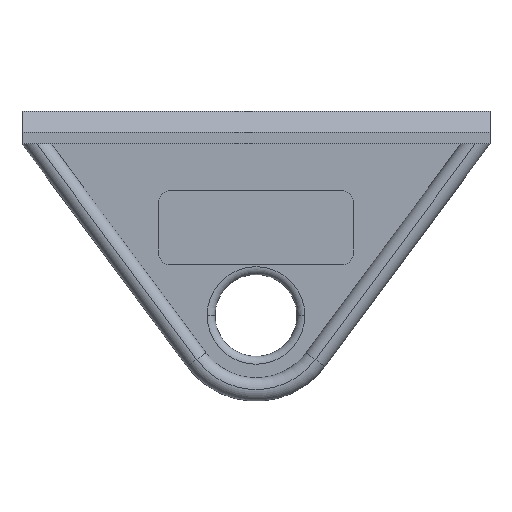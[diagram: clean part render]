
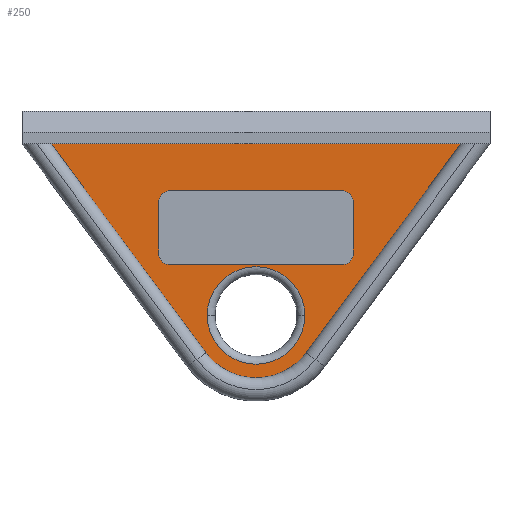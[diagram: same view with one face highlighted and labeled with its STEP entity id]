
A CAD part, top view. The second image highlights one B-rep face of the part: STEP entity #250.
In plain terms, the highlighted planar face has unit normal (0, 0, 1).
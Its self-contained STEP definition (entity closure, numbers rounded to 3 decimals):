
#19 = CARTESIAN_POINT ( 'NONE',  ( -11., 16., 1.5 ) ) ;
#47 = CARTESIAN_POINT ( 'NONE',  ( 0., 0., 1.5 ) ) ;
#52 = VERTEX_POINT ( 'NONE', #969 ) ;
#65 = ORIENTED_EDGE ( 'NONE', *, *, #787, .F. ) ;
#69 = ORIENTED_EDGE ( 'NONE', *, *, #881, .T. ) ;
#89 = AXIS2_PLACEMENT_3D ( 'NONE', #47, #202, #214 ) ;
#94 = VERTEX_POINT ( 'NONE', #503 ) ;
#96 = VECTOR ( 'NONE', #710, 1000. ) ;
#140 = VECTOR ( 'NONE', #1457, 1000. ) ;
#164 = ORIENTED_EDGE ( 'NONE', *, *, #748, .F. ) ;
#192 = CIRCLE ( 'NONE', #567, 1.5 ) ;
#202 = DIRECTION ( 'NONE',  ( 0., 0., 1. ) ) ;
#211 = EDGE_LOOP ( 'NONE', ( #783, #69, #380, #744 ) ) ;
#214 = DIRECTION ( 'NONE',  ( 1., 0., 0. ) ) ;
#250 = ADVANCED_FACE ( 'NONE', ( #1114, #1445, #489 ), #586, .T. ) ;
#285 = VERTEX_POINT ( 'NONE', #1641 ) ;
#298 = EDGE_LOOP ( 'NONE', ( #865, #164, #891, #371, #65, #1516, #1543, #600 ) ) ;
#302 = CARTESIAN_POINT ( 'NONE',  ( 11., 6.5, 1.5 ) ) ;
#310 = CARTESIAN_POINT ( 'NONE',  ( -12.5, 14.5, 1.5 ) ) ;
#318 = CARTESIAN_POINT ( 'NONE',  ( -11., 14.5, 1.5 ) ) ;
#324 = CARTESIAN_POINT ( 'NONE',  ( 12.5, 14.5, 1.5 ) ) ;
#331 = DIRECTION ( 'NONE',  ( 0., 0., 1. ) ) ;
#371 = ORIENTED_EDGE ( 'NONE', *, *, #764, .F. ) ;
#380 = ORIENTED_EDGE ( 'NONE', *, *, #897, .T. ) ;
#383 = LINE ( 'NONE', #775, #1295 ) ;
#393 = ORIENTED_EDGE ( 'NONE', *, *, #678, .T. ) ;
#422 = CIRCLE ( 'NONE', #516, 8. ) ;
#437 = CARTESIAN_POINT ( 'NONE',  ( -6.25, 0., 1.5 ) ) ;
#441 = VECTOR ( 'NONE', #560, 1000. ) ;
#445 = DIRECTION ( 'NONE',  ( -1., 0., 0. ) ) ;
#452 = DIRECTION ( 'NONE',  ( 0., 0., 1. ) ) ;
#463 = VECTOR ( 'NONE', #698, 1000. ) ;
#466 = CARTESIAN_POINT ( 'NONE',  ( 0., 0., 1.5 ) ) ;
#489 = FACE_OUTER_BOUND ( 'NONE', #211, .T. ) ;
#494 = DIRECTION ( 'NONE',  ( 0., 0., -1. ) ) ;
#503 = CARTESIAN_POINT ( 'NONE',  ( -11., 6.5, 1.5 ) ) ;
#505 = LINE ( 'NONE', #324, #140 ) ;
#506 = VERTEX_POINT ( 'NONE', #797 ) ;
#508 = EDGE_LOOP ( 'NONE', ( #393, #832 ) ) ;
#516 = AXIS2_PLACEMENT_3D ( 'NONE', #653, #1548, #780 ) ;
#535 = AXIS2_PLACEMENT_3D ( 'NONE', #1076, #331, #1206 ) ;
#543 = LINE ( 'NONE', #19, #1163 ) ;
#548 = EDGE_CURVE ( 'NONE', #1243, #1482, #1109, .T. ) ;
#558 = VERTEX_POINT ( 'NONE', #1464 ) ;
#560 = DIRECTION ( 'NONE',  ( 0., -1., 0. ) ) ;
#567 = AXIS2_PLACEMENT_3D ( 'NONE', #1203, #452, #1324 ) ;
#578 = CARTESIAN_POINT ( 'NONE',  ( 26.266, 22., 1.5 ) ) ;
#579 = LINE ( 'NONE', #310, #441 ) ;
#583 = DIRECTION ( 'NONE',  ( -1., 0., 0. ) ) ;
#586 = PLANE ( 'NONE',  #89 ) ;
#590 = DIRECTION ( 'NONE',  ( 1., 0., 0. ) ) ;
#600 = ORIENTED_EDGE ( 'NONE', *, *, #839, .F. ) ;
#618 = CARTESIAN_POINT ( 'NONE',  ( 12.5, 8., 1.5 ) ) ;
#653 = CARTESIAN_POINT ( 'NONE',  ( 0., 0., 1.5 ) ) ;
#678 = EDGE_CURVE ( 'NONE', #1482, #1243, #989, .T. ) ;
#680 = CARTESIAN_POINT ( 'NONE',  ( -11., 8., 1.5 ) ) ;
#692 = AXIS2_PLACEMENT_3D ( 'NONE', #318, #1196, #445 ) ;
#698 = DIRECTION ( 'NONE',  ( 1., 0., 0. ) ) ;
#710 = DIRECTION ( 'NONE',  ( 0.595, -0.803, 0. ) ) ;
#724 = VERTEX_POINT ( 'NONE', #618 ) ;
#738 = EDGE_CURVE ( 'NONE', #887, #94, #1249, .T. ) ;
#742 = VERTEX_POINT ( 'NONE', #302 ) ;
#744 = ORIENTED_EDGE ( 'NONE', *, *, #907, .T. ) ;
#748 = EDGE_CURVE ( 'NONE', #558, #887, #579, .T. ) ;
#757 = EDGE_CURVE ( 'NONE', #52, #558, #1205, .T. ) ;
#764 = EDGE_CURVE ( 'NONE', #1326, #52, #543, .T. ) ;
#775 = CARTESIAN_POINT ( 'NONE',  ( 6.427, -4.764, 1.5 ) ) ;
#780 = DIRECTION ( 'NONE',  ( 1., 0., 0. ) ) ;
#783 = ORIENTED_EDGE ( 'NONE', *, *, #850, .T. ) ;
#787 = EDGE_CURVE ( 'NONE', #285, #1326, #192, .T. ) ;
#788 = LINE ( 'NONE', #1463, #1419 ) ;
#790 = CARTESIAN_POINT ( 'NONE',  ( 6.25, 0., 1.5 ) ) ;
#794 = EDGE_CURVE ( 'NONE', #724, #285, #505, .T. ) ;
#797 = CARTESIAN_POINT ( 'NONE',  ( -26.266, 22., 1.5 ) ) ;
#804 = DIRECTION ( 'NONE',  ( -1., 0., 0. ) ) ;
#813 = VERTEX_POINT ( 'NONE', #578 ) ;
#815 = EDGE_CURVE ( 'NONE', #742, #724, #830, .T. ) ;
#818 = DIRECTION ( 'NONE',  ( -1., 0., 0. ) ) ;
#824 = AXIS2_PLACEMENT_3D ( 'NONE', #680, #1565, #804 ) ;
#826 = CARTESIAN_POINT ( 'NONE',  ( -11., 6.5, 1.5 ) ) ;
#830 = CIRCLE ( 'NONE', #535, 1.5 ) ;
#832 = ORIENTED_EDGE ( 'NONE', *, *, #548, .T. ) ;
#836 = CARTESIAN_POINT ( 'NONE',  ( -12.5, 8., 1.5 ) ) ;
#839 = EDGE_CURVE ( 'NONE', #94, #742, #1465, .T. ) ;
#850 = EDGE_CURVE ( 'NONE', #813, #506, #788, .T. ) ;
#865 = ORIENTED_EDGE ( 'NONE', *, *, #738, .F. ) ;
#881 = EDGE_CURVE ( 'NONE', #506, #1151, #1041, .T. ) ;
#887 = VERTEX_POINT ( 'NONE', #836 ) ;
#891 = ORIENTED_EDGE ( 'NONE', *, *, #757, .F. ) ;
#894 = AXIS2_PLACEMENT_3D ( 'NONE', #1246, #494, #1366 ) ;
#897 = EDGE_CURVE ( 'NONE', #1151, #1234, #422, .T. ) ;
#902 = DIRECTION ( 'NONE',  ( 0.595, 0.803, 0. ) ) ;
#907 = EDGE_CURVE ( 'NONE', #1234, #813, #383, .T. ) ;
#969 = CARTESIAN_POINT ( 'NONE',  ( -11., 16., 1.5 ) ) ;
#989 = CIRCLE ( 'NONE', #894, 6.25 ) ;
#1041 = LINE ( 'NONE', #1594, #96 ) ;
#1048 = CARTESIAN_POINT ( 'NONE',  ( 6.427, -4.764, 1.5 ) ) ;
#1076 = CARTESIAN_POINT ( 'NONE',  ( 11., 8., 1.5 ) ) ;
#1109 = CIRCLE ( 'NONE', #1207, 6.25 ) ;
#1114 = FACE_BOUND ( 'NONE', #508, .T. ) ;
#1151 = VERTEX_POINT ( 'NONE', #1289 ) ;
#1163 = VECTOR ( 'NONE', #818, 1000. ) ;
#1196 = DIRECTION ( 'NONE',  ( 0., 0., 1. ) ) ;
#1203 = CARTESIAN_POINT ( 'NONE',  ( 11., 14.5, 1.5 ) ) ;
#1205 = CIRCLE ( 'NONE', #692, 1.5 ) ;
#1206 = DIRECTION ( 'NONE',  ( -1., 0., 0. ) ) ;
#1207 = AXIS2_PLACEMENT_3D ( 'NONE', #466, #1340, #590 ) ;
#1212 = CARTESIAN_POINT ( 'NONE',  ( 11., 16., 1.5 ) ) ;
#1234 = VERTEX_POINT ( 'NONE', #1048 ) ;
#1243 = VERTEX_POINT ( 'NONE', #437 ) ;
#1246 = CARTESIAN_POINT ( 'NONE',  ( 0., 0., 1.5 ) ) ;
#1249 = CIRCLE ( 'NONE', #824, 1.5 ) ;
#1289 = CARTESIAN_POINT ( 'NONE',  ( -6.427, -4.764, 1.5 ) ) ;
#1295 = VECTOR ( 'NONE', #902, 1000. ) ;
#1324 = DIRECTION ( 'NONE',  ( -1., 0., 0. ) ) ;
#1326 = VERTEX_POINT ( 'NONE', #1212 ) ;
#1340 = DIRECTION ( 'NONE',  ( 0., 0., -1. ) ) ;
#1366 = DIRECTION ( 'NONE',  ( 1., 0., 0. ) ) ;
#1419 = VECTOR ( 'NONE', #583, 1000. ) ;
#1445 = FACE_BOUND ( 'NONE', #298, .T. ) ;
#1457 = DIRECTION ( 'NONE',  ( 0., 1., 0. ) ) ;
#1463 = CARTESIAN_POINT ( 'NONE',  ( -30., 22., 1.5 ) ) ;
#1464 = CARTESIAN_POINT ( 'NONE',  ( -12.5, 14.5, 1.5 ) ) ;
#1465 = LINE ( 'NONE', #826, #463 ) ;
#1482 = VERTEX_POINT ( 'NONE', #790 ) ;
#1516 = ORIENTED_EDGE ( 'NONE', *, *, #794, .F. ) ;
#1543 = ORIENTED_EDGE ( 'NONE', *, *, #815, .F. ) ;
#1548 = DIRECTION ( 'NONE',  ( 0., 0., 1. ) ) ;
#1565 = DIRECTION ( 'NONE',  ( 0., 0., 1. ) ) ;
#1594 = CARTESIAN_POINT ( 'NONE',  ( -6.427, -4.764, 1.5 ) ) ;
#1641 = CARTESIAN_POINT ( 'NONE',  ( 12.5, 14.5, 1.5 ) ) ;
